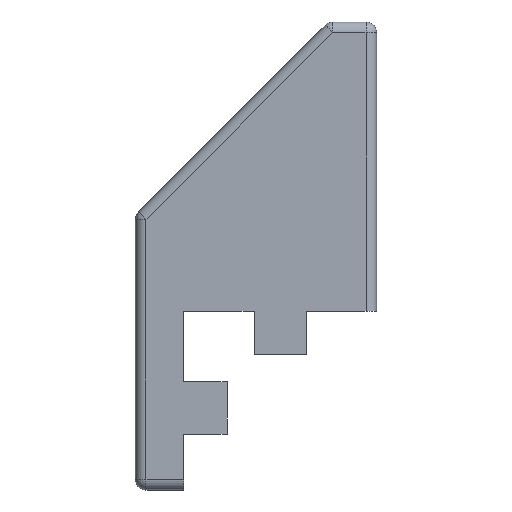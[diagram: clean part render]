
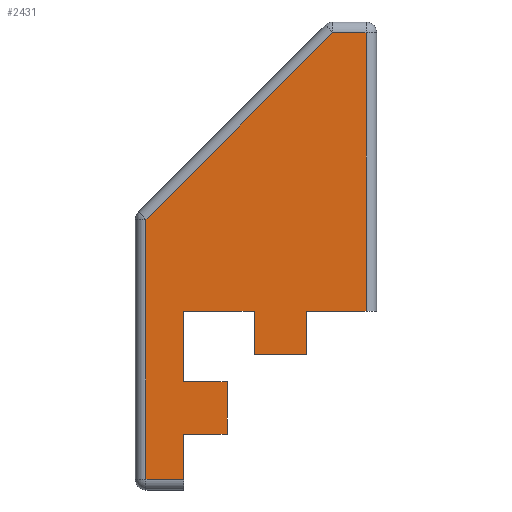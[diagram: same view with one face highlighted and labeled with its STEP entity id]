
A CAD part, left-side view. The second image highlights one B-rep face of the part: STEP entity #2431.
In plain terms, the highlighted planar face has unit normal (-1, 0, 0).
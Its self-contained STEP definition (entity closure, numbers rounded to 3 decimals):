
#25 = CARTESIAN_POINT ( 'NONE',  ( 139.5, 2.7, 5.5 ) ) ;
#62 = DIRECTION ( 'NONE',  ( 0., -1., 0. ) ) ;
#77 = CARTESIAN_POINT ( 'NONE',  ( 139.5, 10., 2.7 ) ) ;
#86 = DIRECTION ( 'NONE',  ( 0., 0., -1. ) ) ;
#129 = CARTESIAN_POINT ( 'NONE',  ( 139.5, -2.7, 5.5 ) ) ;
#141 = DIRECTION ( 'NONE',  ( 0., 0., 1. ) ) ;
#229 = EDGE_CURVE ( 'NONE', #2026, #255, #1543, .T. ) ;
#255 = VERTEX_POINT ( 'NONE', #2873 ) ;
#274 = CARTESIAN_POINT ( 'NONE',  ( 139.5, -2.7, 10. ) ) ;
#304 = EDGE_CURVE ( 'NONE', #3628, #1300, #3798, .T. ) ;
#326 = EDGE_CURVE ( 'NONE', #3538, #1972, #3294, .T. ) ;
#334 = VECTOR ( 'NONE', #348, 1000. ) ;
#348 = DIRECTION ( 'NONE',  ( 0., 0., 1. ) ) ;
#492 = EDGE_CURVE ( 'NONE', #1972, #2356, #1306, .T. ) ;
#523 = VECTOR ( 'NONE', #2721, 1000. ) ;
#571 = CARTESIAN_POINT ( 'NONE',  ( 139.5, -2.7, 10. ) ) ;
#578 = CARTESIAN_POINT ( 'NONE',  ( 139.5, 10., -7.4 ) ) ;
#584 = LINE ( 'NONE', #1781, #3130 ) ;
#602 = EDGE_CURVE ( 'NONE', #1231, #3358, #3670, .T. ) ;
#658 = ORIENTED_EDGE ( 'NONE', *, *, #492, .T. ) ;
#694 = LINE ( 'NONE', #1312, #1412 ) ;
#709 = DIRECTION ( 'NONE',  ( 0., 0., 1. ) ) ;
#747 = CARTESIAN_POINT ( 'NONE',  ( 139.5, 2.7, 5.5 ) ) ;
#749 = LINE ( 'NONE', #3657, #3675 ) ;
#829 = EDGE_CURVE ( 'NONE', #2356, #3293, #3378, .T. ) ;
#841 = LINE ( 'NONE', #571, #3136 ) ;
#846 = VERTEX_POINT ( 'NONE', #1641 ) ;
#867 = DIRECTION ( 'NONE',  ( 0., 1., 0. ) ) ;
#898 = VECTOR ( 'NONE', #3060, 1000. ) ;
#950 = CARTESIAN_POINT ( 'NONE',  ( 139.5, 10., 2.7 ) ) ;
#962 = CARTESIAN_POINT ( 'NONE',  ( 139.5, -8.9, 0. ) ) ;
#1037 = EDGE_CURVE ( 'NONE', #2130, #2026, #2641, .T. ) ;
#1111 = EDGE_CURVE ( 'NONE', #255, #3538, #584, .T. ) ;
#1113 = ORIENTED_EDGE ( 'NONE', *, *, #1120, .T. ) ;
#1120 = EDGE_CURVE ( 'NONE', #1311, #1231, #3007, .T. ) ;
#1158 = VECTOR ( 'NONE', #867, 1000. ) ;
#1165 = DIRECTION ( 'NONE',  ( 0., -1., 0. ) ) ;
#1223 = DIRECTION ( 'NONE',  ( 0., -1., 0. ) ) ;
#1231 = VERTEX_POINT ( 'NONE', #129 ) ;
#1233 = DIRECTION ( 'NONE',  ( 0., 0., 1. ) ) ;
#1295 = DIRECTION ( 'NONE',  ( 1., 0., 0. ) ) ;
#1300 = VERTEX_POINT ( 'NONE', #2592 ) ;
#1306 = LINE ( 'NONE', #950, #898 ) ;
#1311 = VERTEX_POINT ( 'NONE', #2855 ) ;
#1312 = CARTESIAN_POINT ( 'NONE',  ( 139.5, 16.722, 16.722 ) ) ;
#1336 = VECTOR ( 'NONE', #2233, 1000. ) ;
#1339 = CARTESIAN_POINT ( 'NONE',  ( 139.5, 10., 10. ) ) ;
#1350 = CARTESIAN_POINT ( 'NONE',  ( 139.5, 10., -2.7 ) ) ;
#1412 = VECTOR ( 'NONE', #2857, 1000. ) ;
#1413 = CARTESIAN_POINT ( 'NONE',  ( 139.5, 2.7, 10. ) ) ;
#1491 = ORIENTED_EDGE ( 'NONE', *, *, #1111, .T. ) ;
#1543 = LINE ( 'NONE', #1350, #1336 ) ;
#1607 = CARTESIAN_POINT ( 'NONE',  ( 139.5, 10., 10. ) ) ;
#1641 = CARTESIAN_POINT ( 'NONE',  ( 139.5, -8.9, 10. ) ) ;
#1646 = VECTOR ( 'NONE', #1223, 1000. ) ;
#1687 = ORIENTED_EDGE ( 'NONE', *, *, #2213, .T. ) ;
#1781 = CARTESIAN_POINT ( 'NONE',  ( 139.5, 5.5, -2.7 ) ) ;
#1844 = VECTOR ( 'NONE', #2567, 1000. ) ;
#1877 = EDGE_CURVE ( 'NONE', #1881, #2130, #3046, .T. ) ;
#1881 = VERTEX_POINT ( 'NONE', #2733 ) ;
#1931 = FACE_OUTER_BOUND ( 'NONE', #2142, .T. ) ;
#1951 = DIRECTION ( 'NONE',  ( 0., 0., -1. ) ) ;
#1972 = VERTEX_POINT ( 'NONE', #3810 ) ;
#2026 = VERTEX_POINT ( 'NONE', #2839 ) ;
#2028 = VECTOR ( 'NONE', #709, 1000. ) ;
#2042 = LINE ( 'NONE', #747, #1844 ) ;
#2059 = ORIENTED_EDGE ( 'NONE', *, *, #1877, .T. ) ;
#2068 = CARTESIAN_POINT ( 'NONE',  ( 139.5, 13.9, 19.544 ) ) ;
#2130 = VERTEX_POINT ( 'NONE', #578 ) ;
#2142 = EDGE_LOOP ( 'NONE', ( #1687, #2982, #3607, #3217, #2357, #2059, #2478, #3066, #1491, #3255, #658, #3721, #2664, #1113, #2162 ) ) ;
#2162 = ORIENTED_EDGE ( 'NONE', *, *, #602, .T. ) ;
#2197 = CARTESIAN_POINT ( 'NONE',  ( 139.5, 0., 0. ) ) ;
#2213 = EDGE_CURVE ( 'NONE', #3358, #846, #841, .T. ) ;
#2233 = DIRECTION ( 'NONE',  ( 0., -1., 0. ) ) ;
#2253 = VECTOR ( 'NONE', #62, 1000. ) ;
#2356 = VERTEX_POINT ( 'NONE', #1339 ) ;
#2357 = ORIENTED_EDGE ( 'NONE', *, *, #3176, .T. ) ;
#2431 = ADVANCED_FACE ( 'NONE', ( #1931 ), #3338, .F. ) ;
#2478 = ORIENTED_EDGE ( 'NONE', *, *, #1037, .T. ) ;
#2567 = DIRECTION ( 'NONE',  ( 0., 0., -1. ) ) ;
#2592 = CARTESIAN_POINT ( 'NONE',  ( 139.5, -5.456, 38.9 ) ) ;
#2641 = LINE ( 'NONE', #2656, #334 ) ;
#2656 = CARTESIAN_POINT ( 'NONE',  ( 139.5, 10., -2.7 ) ) ;
#2664 = ORIENTED_EDGE ( 'NONE', *, *, #3730, .T. ) ;
#2679 = VECTOR ( 'NONE', #3395, 1000. ) ;
#2721 = DIRECTION ( 'NONE',  ( 0., 1., 0. ) ) ;
#2733 = CARTESIAN_POINT ( 'NONE',  ( 139.5, 13.9, -7.4 ) ) ;
#2786 = CARTESIAN_POINT ( 'NONE',  ( 139.5, -2.7, 5.5 ) ) ;
#2796 = LINE ( 'NONE', #962, #3139 ) ;
#2839 = CARTESIAN_POINT ( 'NONE',  ( 139.5, 10., -2.7 ) ) ;
#2855 = CARTESIAN_POINT ( 'NONE',  ( 139.5, 2.7, 5.5 ) ) ;
#2857 = DIRECTION ( 'NONE',  ( 0., 0.707, -0.707 ) ) ;
#2873 = CARTESIAN_POINT ( 'NONE',  ( 139.5, 5.5, -2.7 ) ) ;
#2922 = CARTESIAN_POINT ( 'NONE',  ( 139.5, 0., 38.9 ) ) ;
#2982 = ORIENTED_EDGE ( 'NONE', *, *, #3583, .T. ) ;
#3007 = LINE ( 'NONE', #25, #2253 ) ;
#3046 = LINE ( 'NONE', #3601, #1646 ) ;
#3060 = DIRECTION ( 'NONE',  ( 0., 0., 1. ) ) ;
#3066 = ORIENTED_EDGE ( 'NONE', *, *, #229, .T. ) ;
#3117 = EDGE_CURVE ( 'NONE', #1300, #3440, #694, .T. ) ;
#3130 = VECTOR ( 'NONE', #1233, 1000. ) ;
#3136 = VECTOR ( 'NONE', #1165, 1000. ) ;
#3139 = VECTOR ( 'NONE', #141, 1000. ) ;
#3176 = EDGE_CURVE ( 'NONE', #3440, #1881, #749, .T. ) ;
#3217 = ORIENTED_EDGE ( 'NONE', *, *, #3117, .T. ) ;
#3255 = ORIENTED_EDGE ( 'NONE', *, *, #326, .T. ) ;
#3293 = VERTEX_POINT ( 'NONE', #1413 ) ;
#3294 = LINE ( 'NONE', #77, #523 ) ;
#3338 = PLANE ( 'NONE',  #3372 ) ;
#3344 = CARTESIAN_POINT ( 'NONE',  ( 139.5, -8.9, 38.9 ) ) ;
#3358 = VERTEX_POINT ( 'NONE', #274 ) ;
#3372 = AXIS2_PLACEMENT_3D ( 'NONE', #2197, #1295, #86 ) ;
#3378 = LINE ( 'NONE', #1607, #2679 ) ;
#3395 = DIRECTION ( 'NONE',  ( 0., -1., 0. ) ) ;
#3440 = VERTEX_POINT ( 'NONE', #2068 ) ;
#3538 = VERTEX_POINT ( 'NONE', #3659 ) ;
#3583 = EDGE_CURVE ( 'NONE', #846, #3628, #2796, .T. ) ;
#3601 = CARTESIAN_POINT ( 'NONE',  ( 139.5, 0., -7.4 ) ) ;
#3607 = ORIENTED_EDGE ( 'NONE', *, *, #304, .T. ) ;
#3628 = VERTEX_POINT ( 'NONE', #3344 ) ;
#3657 = CARTESIAN_POINT ( 'NONE',  ( 139.5, 13.9, 0. ) ) ;
#3659 = CARTESIAN_POINT ( 'NONE',  ( 139.5, 5.5, 2.7 ) ) ;
#3670 = LINE ( 'NONE', #2786, #2028 ) ;
#3675 = VECTOR ( 'NONE', #1951, 1000. ) ;
#3721 = ORIENTED_EDGE ( 'NONE', *, *, #829, .T. ) ;
#3730 = EDGE_CURVE ( 'NONE', #3293, #1311, #2042, .T. ) ;
#3798 = LINE ( 'NONE', #2922, #1158 ) ;
#3810 = CARTESIAN_POINT ( 'NONE',  ( 139.5, 10., 2.7 ) ) ;
